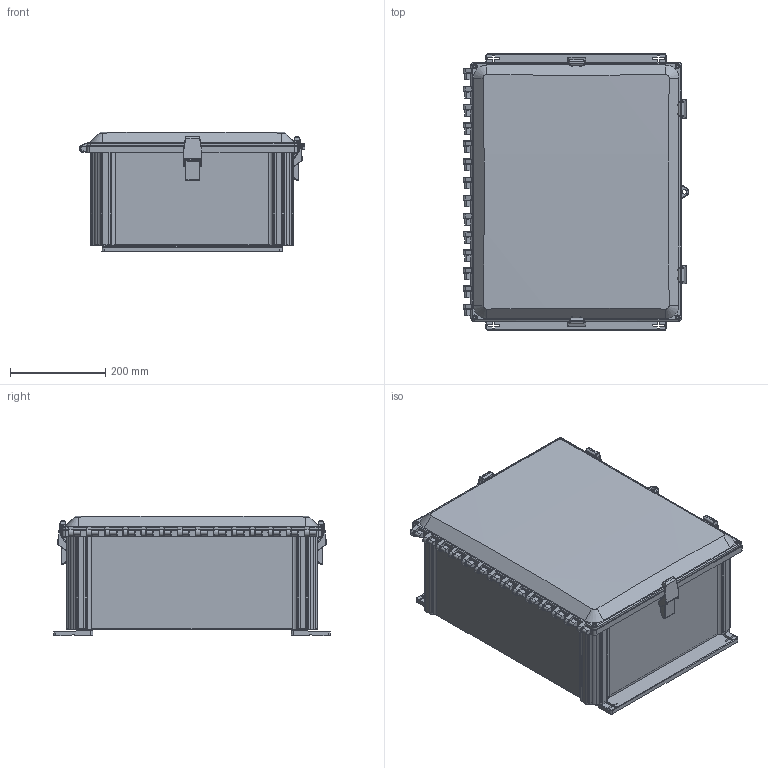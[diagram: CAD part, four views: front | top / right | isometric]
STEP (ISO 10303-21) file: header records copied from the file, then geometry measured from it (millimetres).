
FILE_DESCRIPTION (( 'STEP AP214' ), '1' );
FILE_NAME ('AHF20168C.STEP', '2024-03-06T13:49:53', ( '' ), ( '' ), 'SwSTEP 2.0', 'SolidWorks 2023', '' );
FILE_SCHEMA (( 'AUTOMOTIVE_DESIGN' ));
Length unit declared in the file: inch
Products named in the file (1): AHF20168C
Bounding box: 474.38 x 581.02 x 251.6 mm (x, y, z)
Volume: 4039098.3 mm3; surface area: 2028979 mm2
Topology: 10 solids, 10 shells, 2516 faces, 6336 edges, 3874 vertices
Faces by surface type: plane 840, cylinder 812, bspline 692, cone 90, torus 76, sphere 6
Full cylindrical faces by diameter (mm): 4.76 x21, 4.953 x4, 5.08 x8, 6.35 x8, 6.858 x2, 7.111 x4, 7.937 x14, 8.319 x14, 9.525 x2, 9.906 x4, 11.43 x1, 12.38 x21, 15.88 x4
Entity records: 122540 total; most frequent: CARTESIAN_POINT 71261, ORIENTED_EDGE 12308, DIRECTION 7955, EDGE_CURVE 6154, VERTEX_POINT 3829, VECTOR 2897, LINE 2897, EDGE_LOOP 2751
